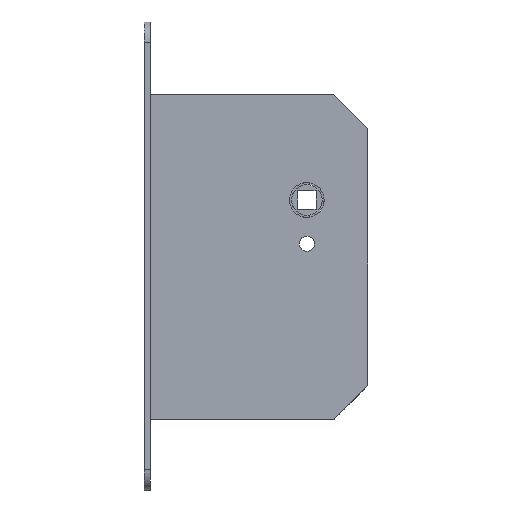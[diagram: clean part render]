
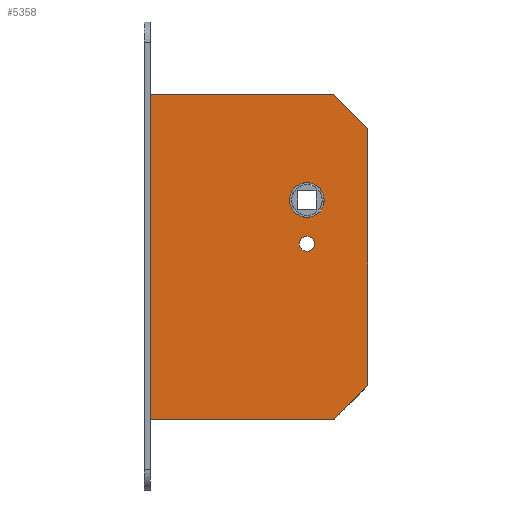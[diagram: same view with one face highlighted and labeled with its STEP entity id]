
A CAD part, top view. The second image highlights one B-rep face of the part: STEP entity #5358.
In plain terms, the highlighted planar face has unit normal (0, 0, 1).
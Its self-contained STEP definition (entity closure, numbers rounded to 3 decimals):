
#185 = EDGE_LOOP ( 'NONE', ( #9241, #1224 ) ) ;
#386 = CIRCLE ( 'NONE', #10766, 8.5 ) ;
#585 = DIRECTION ( 'NONE',  ( 0., 0., 1. ) ) ;
#657 = EDGE_CURVE ( 'NONE', #3707, #665, #3004, .T. ) ;
#665 = VERTEX_POINT ( 'NONE', #5281 ) ;
#691 = EDGE_CURVE ( 'NONE', #3431, #4290, #4989, .T. ) ;
#885 = CARTESIAN_POINT ( 'NONE',  ( 13., -108., 7.75 ) ) ;
#937 = CIRCLE ( 'NONE', #2726, 3.75 ) ;
#1014 = DIRECTION ( 'NONE',  ( 0., 0., 1. ) ) ;
#1163 = EDGE_CURVE ( 'NONE', #4984, #11025, #1378, .T. ) ;
#1224 = ORIENTED_EDGE ( 'NONE', *, *, #7972, .F. ) ;
#1316 = CARTESIAN_POINT ( 'NONE',  ( -77., -108., 7.75 ) ) ;
#1378 = LINE ( 'NONE', #2110, #9814 ) ;
#1423 = CARTESIAN_POINT ( 'NONE',  ( 0., 0., 7.75 ) ) ;
#1531 = DIRECTION ( 'NONE',  ( -1., 0., 0. ) ) ;
#1879 = DIRECTION ( 'NONE',  ( 1., 0., 0. ) ) ;
#1965 = EDGE_CURVE ( 'NONE', #2373, #2499, #6775, .T. ) ;
#2110 = CARTESIAN_POINT ( 'NONE',  ( -77., 52., 7.75 ) ) ;
#2373 = VERTEX_POINT ( 'NONE', #4963 ) ;
#2499 = VERTEX_POINT ( 'NONE', #5915 ) ;
#2597 = DIRECTION ( 'NONE',  ( 0., 0., 1. ) ) ;
#2641 = DIRECTION ( 'NONE',  ( 1., 0., 0. ) ) ;
#2726 = AXIS2_PLACEMENT_3D ( 'NONE', #6763, #2597, #1879 ) ;
#2800 = DIRECTION ( 'NONE',  ( 0., 0., 1. ) ) ;
#2911 = CARTESIAN_POINT ( 'NONE',  ( 8.5, 0., 7.75 ) ) ;
#3004 = CIRCLE ( 'NONE', #9802, 8.5 ) ;
#3152 = LINE ( 'NONE', #6578, #11024 ) ;
#3167 = FACE_BOUND ( 'NONE', #185, .T. ) ;
#3189 = ORIENTED_EDGE ( 'NONE', *, *, #5077, .F. ) ;
#3431 = VERTEX_POINT ( 'NONE', #4056 ) ;
#3451 = VECTOR ( 'NONE', #4849, 1000. ) ;
#3580 = DIRECTION ( 'NONE',  ( -0.707, 0.707, 0. ) ) ;
#3699 = CARTESIAN_POINT ( 'NONE',  ( -77., -108., 7.75 ) ) ;
#3707 = VERTEX_POINT ( 'NONE', #2911 ) ;
#3753 = LINE ( 'NONE', #3699, #8660 ) ;
#3948 = LINE ( 'NONE', #10779, #3451 ) ;
#3949 = VECTOR ( 'NONE', #5809, 1000. ) ;
#4056 = CARTESIAN_POINT ( 'NONE',  ( -3.75, -21.5, 7.75 ) ) ;
#4085 = CARTESIAN_POINT ( 'NONE',  ( 3.75, -21.5, 7.75 ) ) ;
#4290 = VERTEX_POINT ( 'NONE', #4085 ) ;
#4657 = CARTESIAN_POINT ( 'NONE',  ( -77., 52., 7.75 ) ) ;
#4692 = ORIENTED_EDGE ( 'NONE', *, *, #9686, .T. ) ;
#4849 = DIRECTION ( 'NONE',  ( 0., 1., 0. ) ) ;
#4951 = CARTESIAN_POINT ( 'NONE',  ( 30., 35., 7.75 ) ) ;
#4963 = CARTESIAN_POINT ( 'NONE',  ( 13., -108., 7.75 ) ) ;
#4984 = VERTEX_POINT ( 'NONE', #4657 ) ;
#4989 = CIRCLE ( 'NONE', #9282, 3.75 ) ;
#5077 = EDGE_CURVE ( 'NONE', #665, #3707, #386, .T. ) ;
#5258 = EDGE_LOOP ( 'NONE', ( #3189, #10670 ) ) ;
#5280 = DIRECTION ( 'NONE',  ( 1., 0., 0. ) ) ;
#5281 = CARTESIAN_POINT ( 'NONE',  ( -8.5, 0., 7.75 ) ) ;
#5358 = ADVANCED_FACE ( 'NONE', ( #3167, #9995, #9210 ), #8136, .T. ) ;
#5809 = DIRECTION ( 'NONE',  ( 0.707, 0.707, 0. ) ) ;
#5915 = CARTESIAN_POINT ( 'NONE',  ( 30., -91., 7.75 ) ) ;
#6119 = AXIS2_PLACEMENT_3D ( 'NONE', #1423, #585, #7426 ) ;
#6175 = ORIENTED_EDGE ( 'NONE', *, *, #1965, .T. ) ;
#6502 = VERTEX_POINT ( 'NONE', #8091 ) ;
#6578 = CARTESIAN_POINT ( 'NONE',  ( 13., 52., 7.75 ) ) ;
#6763 = CARTESIAN_POINT ( 'NONE',  ( 0., -21.5, 7.75 ) ) ;
#6775 = LINE ( 'NONE', #885, #3949 ) ;
#6908 = CARTESIAN_POINT ( 'NONE',  ( 0., -21.5, 7.75 ) ) ;
#7127 = CARTESIAN_POINT ( 'NONE',  ( 0., 0., 7.75 ) ) ;
#7134 = EDGE_CURVE ( 'NONE', #6502, #4984, #3152, .T. ) ;
#7135 = VERTEX_POINT ( 'NONE', #4951 ) ;
#7249 = ORIENTED_EDGE ( 'NONE', *, *, #1163, .T. ) ;
#7426 = DIRECTION ( 'NONE',  ( 1., 0., 0. ) ) ;
#7942 = EDGE_CURVE ( 'NONE', #2499, #7135, #3948, .T. ) ;
#7972 = EDGE_CURVE ( 'NONE', #4290, #3431, #937, .T. ) ;
#8091 = CARTESIAN_POINT ( 'NONE',  ( 13., 52., 7.75 ) ) ;
#8136 = PLANE ( 'NONE',  #6119 ) ;
#8151 = DIRECTION ( 'NONE',  ( 0., -1., 0. ) ) ;
#8411 = DIRECTION ( 'NONE',  ( 1., 0., 0. ) ) ;
#8590 = DIRECTION ( 'NONE',  ( 1., 0., 0. ) ) ;
#8660 = VECTOR ( 'NONE', #5280, 1000. ) ;
#9125 = EDGE_LOOP ( 'NONE', ( #10968, #7249, #9228, #6175, #9801, #4692 ) ) ;
#9140 = CARTESIAN_POINT ( 'NONE',  ( 0., 0., 7.75 ) ) ;
#9195 = DIRECTION ( 'NONE',  ( 0., 0., 1. ) ) ;
#9210 = FACE_BOUND ( 'NONE', #5258, .T. ) ;
#9228 = ORIENTED_EDGE ( 'NONE', *, *, #10409, .T. ) ;
#9241 = ORIENTED_EDGE ( 'NONE', *, *, #691, .F. ) ;
#9282 = AXIS2_PLACEMENT_3D ( 'NONE', #6908, #2800, #2641 ) ;
#9402 = LINE ( 'NONE', #10457, #10527 ) ;
#9686 = EDGE_CURVE ( 'NONE', #7135, #6502, #9402, .T. ) ;
#9801 = ORIENTED_EDGE ( 'NONE', *, *, #7942, .T. ) ;
#9802 = AXIS2_PLACEMENT_3D ( 'NONE', #7127, #1014, #8590 ) ;
#9814 = VECTOR ( 'NONE', #8151, 1000. ) ;
#9995 = FACE_OUTER_BOUND ( 'NONE', #9125, .T. ) ;
#10409 = EDGE_CURVE ( 'NONE', #11025, #2373, #3753, .T. ) ;
#10457 = CARTESIAN_POINT ( 'NONE',  ( 30., 35., 7.75 ) ) ;
#10527 = VECTOR ( 'NONE', #3580, 1000. ) ;
#10670 = ORIENTED_EDGE ( 'NONE', *, *, #657, .F. ) ;
#10766 = AXIS2_PLACEMENT_3D ( 'NONE', #9140, #9195, #8411 ) ;
#10779 = CARTESIAN_POINT ( 'NONE',  ( 30., -91., 7.75 ) ) ;
#10968 = ORIENTED_EDGE ( 'NONE', *, *, #7134, .T. ) ;
#11024 = VECTOR ( 'NONE', #1531, 1000. ) ;
#11025 = VERTEX_POINT ( 'NONE', #1316 ) ;
